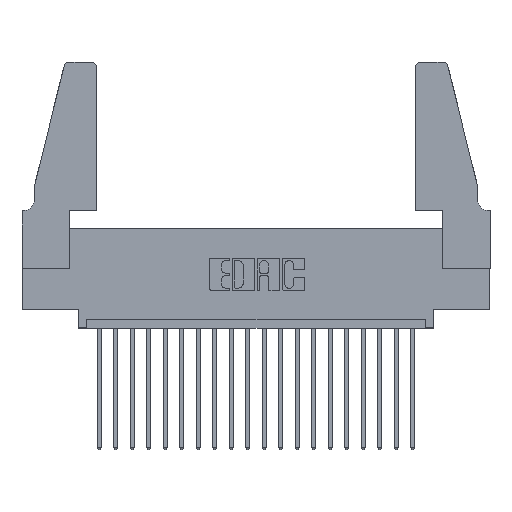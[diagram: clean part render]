
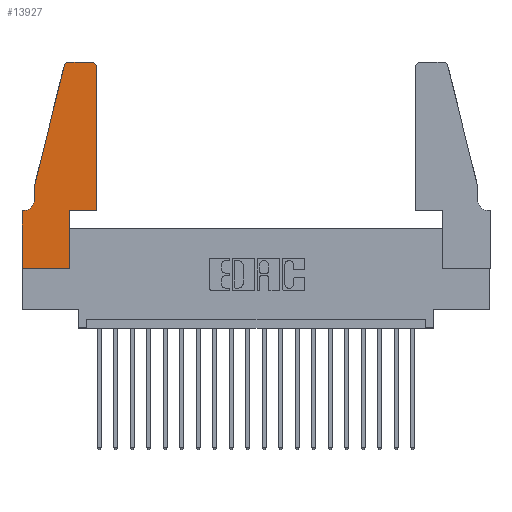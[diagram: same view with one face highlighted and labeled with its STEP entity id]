
A CAD part, top view. The second image highlights one B-rep face of the part: STEP entity #13927.
In plain terms, the highlighted planar face has unit normal (0, 0, 1).
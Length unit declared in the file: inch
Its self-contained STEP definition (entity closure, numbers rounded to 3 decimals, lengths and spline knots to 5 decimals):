
#391 = EDGE_CURVE ( 'NONE', #13847, #19104, #13750, .T. ) ;
#658 = VERTEX_POINT ( 'NONE', #8530 ) ;
#1105 = LINE ( 'NONE', #2833, #4817 ) ;
#1244 = VECTOR ( 'NONE', #13999, 39.37008 ) ;
#1320 = CIRCLE ( 'NONE', #3406, 0.07 ) ;
#1350 = VECTOR ( 'NONE', #4432, 39.37008 ) ;
#1406 = CARTESIAN_POINT ( 'NONE',  ( 0.4505, 0.35, 0.37 ) ) ;
#1409 = VERTEX_POINT ( 'NONE', #15057 ) ;
#1486 = EDGE_CURVE ( 'NONE', #19104, #9191, #3170, .T. ) ;
#1785 = CARTESIAN_POINT ( 'NONE',  ( 0.0055, 0.42, 0.37 ) ) ;
#1799 = DIRECTION ( 'NONE',  ( 1., 0., 0. ) ) ;
#1931 = VERTEX_POINT ( 'NONE', #9194 ) ;
#2021 = VERTEX_POINT ( 'NONE', #10905 ) ;
#2030 = EDGE_CURVE ( 'NONE', #2021, #10937, #4543, .T. ) ;
#2778 = DIRECTION ( 'NONE',  ( 0., 0., 1. ) ) ;
#2833 = CARTESIAN_POINT ( 'NONE',  ( 0.0755, 0.35, 0.37 ) ) ;
#2839 = LINE ( 'NONE', #12105, #17306 ) ;
#3170 = LINE ( 'NONE', #18162, #10775 ) ;
#3219 = AXIS2_PLACEMENT_3D ( 'NONE', #7655, #2778, #13925 ) ;
#3244 = EDGE_CURVE ( 'NONE', #1409, #1931, #17724, .T. ) ;
#3406 = AXIS2_PLACEMENT_3D ( 'NONE', #1785, #12738, #15898 ) ;
#3645 = CARTESIAN_POINT ( 'NONE',  ( 0.0755, 0.5, 0.37 ) ) ;
#3773 = AXIS2_PLACEMENT_3D ( 'NONE', #9149, #15378, #12359 ) ;
#3867 = CARTESIAN_POINT ( 'NONE',  ( 0.0055, 0.35, 0.37 ) ) ;
#4432 = DIRECTION ( 'NONE',  ( 0., 1., 0. ) ) ;
#4543 = LINE ( 'NONE', #18913, #5059 ) ;
#4817 = VECTOR ( 'NONE', #19901, 39.37008 ) ;
#5032 = CARTESIAN_POINT ( 'NONE',  ( 0.2865, 0., 0.37 ) ) ;
#5059 = VECTOR ( 'NONE', #17280, 39.37008 ) ;
#5216 = CARTESIAN_POINT ( 'NONE',  ( 0.4505, 0.35, 0.37 ) ) ;
#5494 = VECTOR ( 'NONE', #16847, 39.37008 ) ;
#5564 = CARTESIAN_POINT ( 'NONE',  ( 0.2865, 0.35, 0.37 ) ) ;
#5799 = CARTESIAN_POINT ( 'NONE',  ( 0.0755, 0.5, 0.37 ) ) ;
#5827 = ORIENTED_EDGE ( 'NONE', *, *, #1486, .T. ) ;
#6152 = VERTEX_POINT ( 'NONE', #3867 ) ;
#6496 = VERTEX_POINT ( 'NONE', #5032 ) ;
#6789 = EDGE_CURVE ( 'NONE', #6496, #13847, #18539, .T. ) ;
#7354 = EDGE_LOOP ( 'NONE', ( #10999, #8817, #15841, #15887, #11664, #15860, #19542, #18710, #14962, #12240, #5827, #18595 ) ) ;
#7655 = CARTESIAN_POINT ( 'NONE',  ( 0., 0.35, 0.37 ) ) ;
#7803 = EDGE_CURVE ( 'NONE', #6152, #2021, #1105, .T. ) ;
#8059 = EDGE_CURVE ( 'NONE', #9191, #13647, #11082, .T. ) ;
#8189 = DIRECTION ( 'NONE',  ( 1., 0., 0. ) ) ;
#8401 = VECTOR ( 'NONE', #8189, 39.37008 ) ;
#8530 = CARTESIAN_POINT ( 'NONE',  ( 0.25487, 1.22718, 0.37 ) ) ;
#8817 = ORIENTED_EDGE ( 'NONE', *, *, #16504, .T. ) ;
#9149 = CARTESIAN_POINT ( 'NONE',  ( 0.284, 1.22, 0.37 ) ) ;
#9191 = VERTEX_POINT ( 'NONE', #19233 ) ;
#9194 = CARTESIAN_POINT ( 'NONE',  ( 0.0755, 0.42, 0.37 ) ) ;
#9469 = DIRECTION ( 'NONE',  ( 0., 0., 1. ) ) ;
#9520 = CIRCLE ( 'NONE', #3773, 0.03 ) ;
#10209 = VERTEX_POINT ( 'NONE', #18330 ) ;
#10612 = FACE_OUTER_BOUND ( 'NONE', #7354, .T. ) ;
#10775 = VECTOR ( 'NONE', #13353, 39.37008 ) ;
#10905 = CARTESIAN_POINT ( 'NONE',  ( 0., 0.35, 0.37 ) ) ;
#10937 = VERTEX_POINT ( 'NONE', #19382 ) ;
#10999 = ORIENTED_EDGE ( 'NONE', *, *, #12046, .T. ) ;
#11034 = CARTESIAN_POINT ( 'NONE',  ( 0.4205, 1.22, 0.37 ) ) ;
#11053 = EDGE_CURVE ( 'NONE', #658, #1409, #15117, .T. ) ;
#11082 = CIRCLE ( 'NONE', #18772, 0.03 ) ;
#11444 = VECTOR ( 'NONE', #14783, 39.37008 ) ;
#11664 = ORIENTED_EDGE ( 'NONE', *, *, #18553, .T. ) ;
#11962 = DIRECTION ( 'NONE',  ( -1., 0., 0. ) ) ;
#12046 = EDGE_CURVE ( 'NONE', #13647, #10209, #2839, .T. ) ;
#12105 = CARTESIAN_POINT ( 'NONE',  ( 0.2605, 1.25, 0.37 ) ) ;
#12240 = ORIENTED_EDGE ( 'NONE', *, *, #391, .T. ) ;
#12359 = DIRECTION ( 'NONE',  ( 1., 0., 0. ) ) ;
#12738 = DIRECTION ( 'NONE',  ( 0., 0., -1. ) ) ;
#13066 = LINE ( 'NONE', #19236, #8401 ) ;
#13353 = DIRECTION ( 'NONE',  ( 0., 1., 0. ) ) ;
#13647 = VERTEX_POINT ( 'NONE', #18886 ) ;
#13725 = CARTESIAN_POINT ( 'NONE',  ( 0.2865, 0.35, 0.37 ) ) ;
#13750 = LINE ( 'NONE', #1406, #1244 ) ;
#13847 = VERTEX_POINT ( 'NONE', #5564 ) ;
#13925 = DIRECTION ( 'NONE',  ( 1., 0., 0. ) ) ;
#13927 = ADVANCED_FACE ( 'NONE', ( #10612 ), #19848, .T. ) ;
#13999 = DIRECTION ( 'NONE',  ( 1., 0., 0. ) ) ;
#14783 = DIRECTION ( 'NONE',  ( -0.239, -0.971, 0. ) ) ;
#14962 = ORIENTED_EDGE ( 'NONE', *, *, #6789, .T. ) ;
#15057 = CARTESIAN_POINT ( 'NONE',  ( 0.0755, 0.5, 0.37 ) ) ;
#15117 = LINE ( 'NONE', #3645, #11444 ) ;
#15378 = DIRECTION ( 'NONE',  ( 0., 0., 1. ) ) ;
#15841 = ORIENTED_EDGE ( 'NONE', *, *, #11053, .T. ) ;
#15860 = ORIENTED_EDGE ( 'NONE', *, *, #7803, .T. ) ;
#15887 = ORIENTED_EDGE ( 'NONE', *, *, #3244, .T. ) ;
#15898 = DIRECTION ( 'NONE',  ( -1., 0., 0. ) ) ;
#16504 = EDGE_CURVE ( 'NONE', #10209, #658, #9520, .T. ) ;
#16847 = DIRECTION ( 'NONE',  ( 0., -1., 0. ) ) ;
#17280 = DIRECTION ( 'NONE',  ( 0., -1., 0. ) ) ;
#17306 = VECTOR ( 'NONE', #11962, 39.37008 ) ;
#17724 = LINE ( 'NONE', #5799, #5494 ) ;
#18162 = CARTESIAN_POINT ( 'NONE',  ( 0.4505, 0.35, 0.37 ) ) ;
#18330 = CARTESIAN_POINT ( 'NONE',  ( 0.284, 1.25, 0.37 ) ) ;
#18539 = LINE ( 'NONE', #13725, #1350 ) ;
#18553 = EDGE_CURVE ( 'NONE', #1931, #6152, #1320, .T. ) ;
#18595 = ORIENTED_EDGE ( 'NONE', *, *, #8059, .T. ) ;
#18710 = ORIENTED_EDGE ( 'NONE', *, *, #19466, .T. ) ;
#18772 = AXIS2_PLACEMENT_3D ( 'NONE', #11034, #9469, #1799 ) ;
#18886 = CARTESIAN_POINT ( 'NONE',  ( 0.4205, 1.25, 0.37 ) ) ;
#18913 = CARTESIAN_POINT ( 'NONE',  ( 0., 0., 0.37 ) ) ;
#19104 = VERTEX_POINT ( 'NONE', #5216 ) ;
#19233 = CARTESIAN_POINT ( 'NONE',  ( 0.4505, 1.22, 0.37 ) ) ;
#19236 = CARTESIAN_POINT ( 'NONE',  ( 0., 0., 0.37 ) ) ;
#19382 = CARTESIAN_POINT ( 'NONE',  ( 0., 0., 0.37 ) ) ;
#19466 = EDGE_CURVE ( 'NONE', #10937, #6496, #13066, .T. ) ;
#19542 = ORIENTED_EDGE ( 'NONE', *, *, #2030, .T. ) ;
#19848 = PLANE ( 'NONE',  #3219 ) ;
#19901 = DIRECTION ( 'NONE',  ( -1., 0., 0. ) ) ;
